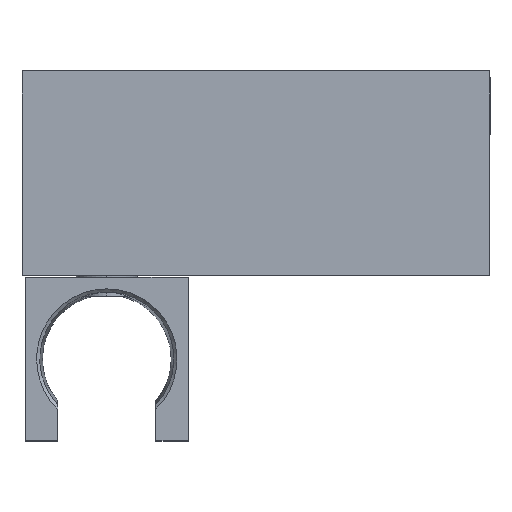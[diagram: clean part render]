
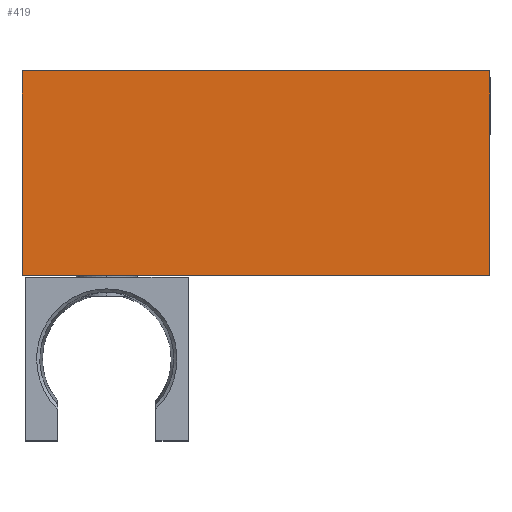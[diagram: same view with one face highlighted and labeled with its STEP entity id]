
A CAD part, top view. The second image highlights one B-rep face of the part: STEP entity #419.
In plain terms, the highlighted planar face has unit normal (0, 0, 1).
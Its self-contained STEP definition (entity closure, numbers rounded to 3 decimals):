
#46 = VECTOR ( 'NONE', #3293, 1000. ) ;
#109 = LINE ( 'NONE', #4352, #3953 ) ;
#123 = LINE ( 'NONE', #2218, #46 ) ;
#179 = EDGE_CURVE ( 'NONE', #367, #2365, #109, .T. ) ;
#202 = DIRECTION ( 'NONE',  ( 0., 0., 1. ) ) ;
#263 = LINE ( 'NONE', #889, #651 ) ;
#358 = ORIENTED_EDGE ( 'NONE', *, *, #3440, .T. ) ;
#367 = VERTEX_POINT ( 'NONE', #558 ) ;
#419 = ADVANCED_FACE ( 'NONE', ( #4018 ), #3372, .T. ) ;
#549 = LINE ( 'NONE', #1608, #2201 ) ;
#558 = CARTESIAN_POINT ( 'NONE',  ( -5.926, -31.115, 7.5 ) ) ;
#651 = VECTOR ( 'NONE', #1256, 1000. ) ;
#889 = CARTESIAN_POINT ( 'NONE',  ( -85.926, 3.885, 7.5 ) ) ;
#940 = DIRECTION ( 'NONE',  ( 1., 0., 0. ) ) ;
#1245 = DIRECTION ( 'NONE',  ( 1., 0., 0. ) ) ;
#1256 = DIRECTION ( 'NONE',  ( 0., -1., 0. ) ) ;
#1496 = EDGE_LOOP ( 'NONE', ( #4105, #1595, #358, #2331 ) ) ;
#1498 = AXIS2_PLACEMENT_3D ( 'NONE', #1594, #202, #1245 ) ;
#1594 = CARTESIAN_POINT ( 'NONE',  ( -45.926, -13.615, 7.5 ) ) ;
#1595 = ORIENTED_EDGE ( 'NONE', *, *, #3317, .T. ) ;
#1608 = CARTESIAN_POINT ( 'NONE',  ( -85.926, -31.115, 7.5 ) ) ;
#1638 = VERTEX_POINT ( 'NONE', #4322 ) ;
#1930 = CARTESIAN_POINT ( 'NONE',  ( -85.926, -31.115, 7.5 ) ) ;
#2201 = VECTOR ( 'NONE', #940, 1000. ) ;
#2218 = CARTESIAN_POINT ( 'NONE',  ( -85.926, 3.885, 7.5 ) ) ;
#2226 = DIRECTION ( 'NONE',  ( 0., 1., 0. ) ) ;
#2228 = CARTESIAN_POINT ( 'NONE',  ( -5.926, 3.885, 7.5 ) ) ;
#2331 = ORIENTED_EDGE ( 'NONE', *, *, #3489, .T. ) ;
#2365 = VERTEX_POINT ( 'NONE', #2228 ) ;
#3293 = DIRECTION ( 'NONE',  ( -1., 0., 0. ) ) ;
#3317 = EDGE_CURVE ( 'NONE', #2365, #1638, #123, .T. ) ;
#3372 = PLANE ( 'NONE',  #1498 ) ;
#3417 = VERTEX_POINT ( 'NONE', #1930 ) ;
#3440 = EDGE_CURVE ( 'NONE', #1638, #3417, #263, .T. ) ;
#3489 = EDGE_CURVE ( 'NONE', #3417, #367, #549, .T. ) ;
#3953 = VECTOR ( 'NONE', #2226, 1000. ) ;
#4018 = FACE_OUTER_BOUND ( 'NONE', #1496, .T. ) ;
#4105 = ORIENTED_EDGE ( 'NONE', *, *, #179, .T. ) ;
#4322 = CARTESIAN_POINT ( 'NONE',  ( -85.926, 3.885, 7.5 ) ) ;
#4352 = CARTESIAN_POINT ( 'NONE',  ( -5.926, 3.885, 7.5 ) ) ;
